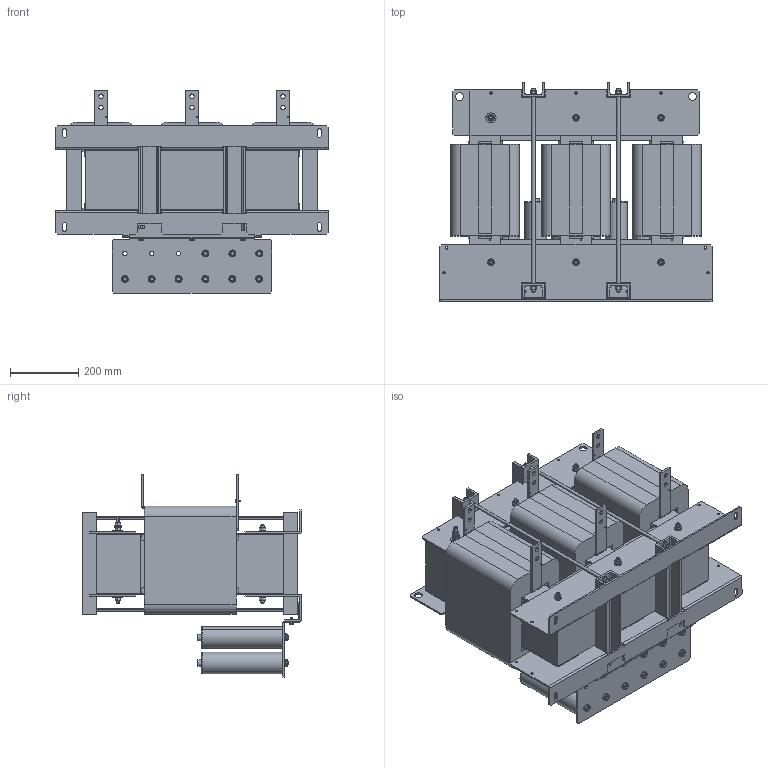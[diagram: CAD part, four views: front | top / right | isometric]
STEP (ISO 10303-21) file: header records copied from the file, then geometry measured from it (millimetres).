
FILE_DESCRIPTION (( 'STEP AP214' ), '1' );
FILE_NAME ('B 1002057.STEP', '2014-04-24T10:36:10', ( '' ), ( '' ), 'SwSTEP 2.0', 'SolidWorks 2012', '' );
FILE_SCHEMA (( 'AUTOMOTIVE_DESIGN' ));
Length unit declared in the file: millimetre
Products named in the file (29): #050-0968; +3810-0090; Eckprofil 7x270mm; #700-1361; #700-1354; #700-1353; Isolierbuchse M10_M05; plain washer large_din_Washer DIN 9021 - 10.5; hex nut style 1 gradeab_din_Hexagon Nut ISO 4032 - M10 - D - N; curved spring lock washer_din_Spring washer DIN 128 - A10; plain washer grade a_din_Washer DIN 125 - A 10.5; hex thin nut chamfered gradeab_din_Hexagon Thin Nut ISO 4035 - M12 - N; toothed lock washer 1_din_DIN 6797-A13; pan head cross recess screw_din_ISO 7045 - M4 x 12 - Z --- 12N; plain washer grade a_din_Washer DIN 125 - A 4.3; pan head cross recess screw_din_ISO 7045 - M6 x 16 - Z --- 16N; plain washer grade a_din_Washer DIN 125 - B 6.4; #700-1346; #700-1345; #144-0212; Alu-Platte 170x100x3mm; #050-0963; #040-1299; #040-1298; #080-0625; Kern f黵 B 1002057; HGW-Platte 270x170x1mm; Wickel f黵 B 1002057; B 1002057
Assembly tree (148 placements, depth 2):
  B 1002057
    Wickel f黵 B 1002057  x3
    HGW-Platte 270x170x1mm  x6
    Kern f黵 B 1002057
    #080-0625  x2
    #040-1298
    #040-1299
    #050-0963
    Alu-Platte 170x100x3mm  x8
    #144-0212  x6
    #700-1345  x3
    #700-1346  x3
    plain washer grade a_din_Washer DIN 125 - B 6.4  x3
    pan head cross recess screw_din_ISO 7045 - M6 x 16 - Z --- 16N  x3
    plain washer grade a_din_Washer DIN 125 - A 4.3  x3
    pan head cross recess screw_din_ISO 7045 - M4 x 12 - Z --- 12N  x3
    toothed lock washer 1_din_DIN 6797-A13  x9
    hex thin nut chamfered gradeab_din_Hexagon Thin Nut ISO 4035 - M12 - N  x9
    plain washer grade a_din_Washer DIN 125 - A 10.5  x22
    curved spring lock washer_din_Spring washer DIN 128 - A10
    hex nut style 1 gradeab_din_Hexagon Nut ISO 4032 - M10 - D - N  x21
    plain washer large_din_Washer DIN 9021 - 10.5  x2
    Isolierbuchse M10_M05  x10
    #700-1353  x5
    #700-1354
    #700-1361  x4
    Eckprofil 7x270mm  x4
    +3810-0090  x9
    #050-0968  x4
Bounding box: 800 x 645 x 595.3 mm (x, y, z)
Volume: 89735684 mm3; surface area: 7067628.5 mm2
Topology: 148 solids, 148 shells, 2938 faces, 6976 edges, 4342 vertices
Faces by surface type: plane 1352, cylinder 932, cone 580, torus 62, sphere 12
Entity records: 23130 total; most frequent: CARTESIAN_POINT 3976, DIRECTION 3921, ORIENTED_EDGE 3438, EDGE_CURVE 1719, AXIS2_PLACEMENT_3D 1445, VERTEX_POINT 1092, LINE 1031, VECTOR 1031
